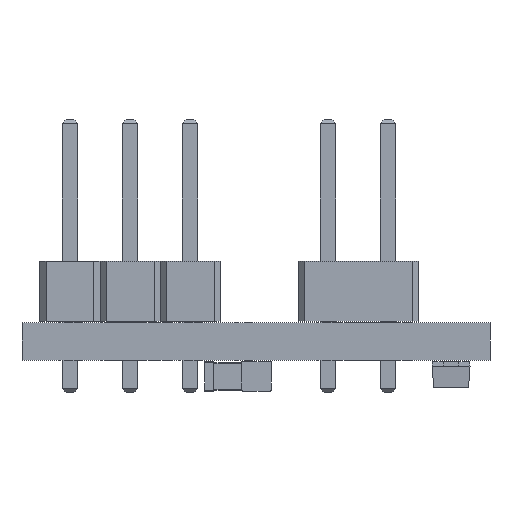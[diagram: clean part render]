
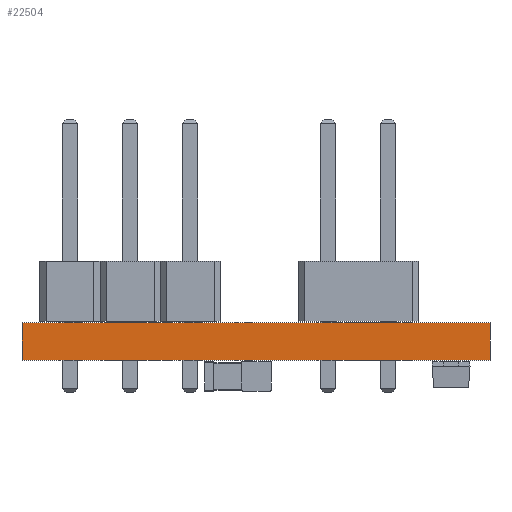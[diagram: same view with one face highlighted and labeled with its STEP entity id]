
A CAD part, front view. The second image highlights one B-rep face of the part: STEP entity #22504.
In plain terms, the highlighted planar face has unit normal (0, -1, 0).
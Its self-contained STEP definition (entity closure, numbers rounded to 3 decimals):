
#22504 = ADVANCED_FACE('',(#22505),#22519,.T.);
#22505 = FACE_BOUND('',#22506,.T.);
#22506 = EDGE_LOOP('',(#22507,#22542,#22570,#22598));
#22507 = ORIENTED_EDGE('',*,*,#22508,.T.);
#22508 = EDGE_CURVE('',#22509,#22511,#22513,.T.);
#22509 = VERTEX_POINT('',#22510);
#22510 = CARTESIAN_POINT('',(14.986,-4.826,0.));
#22511 = VERTEX_POINT('',#22512);
#22512 = CARTESIAN_POINT('',(14.986,-4.826,1.6));
#22513 = SURFACE_CURVE('',#22514,(#22518,#22530),.PCURVE_S1.);
#22514 = LINE('',#22515,#22516);
#22515 = CARTESIAN_POINT('',(14.986,-4.826,0.));
#22516 = VECTOR('',#22517,1.);
#22517 = DIRECTION('',(0.,0.,1.));
#22518 = PCURVE('',#22519,#22524);
#22519 = PLANE('',#22520);
#22520 = AXIS2_PLACEMENT_3D('',#22521,#22522,#22523);
#22521 = CARTESIAN_POINT('',(14.986,-4.826,0.));
#22522 = DIRECTION('',(0.,-1.,0.));
#22523 = DIRECTION('',(-1.,0.,0.));
#22524 = DEFINITIONAL_REPRESENTATION('',(#22525),#22529);
#22525 = LINE('',#22526,#22527);
#22526 = CARTESIAN_POINT('',(0.,-0.));
#22527 = VECTOR('',#22528,1.);
#22528 = DIRECTION('',(0.,-1.));
#22529 = ( GEOMETRIC_REPRESENTATION_CONTEXT(2) 
PARAMETRIC_REPRESENTATION_CONTEXT() REPRESENTATION_CONTEXT('2D SPACE',''
  ) );
#22530 = PCURVE('',#22531,#22536);
#22531 = PLANE('',#22532);
#22532 = AXIS2_PLACEMENT_3D('',#22533,#22534,#22535);
#22533 = CARTESIAN_POINT('',(14.986,25.146,0.));
#22534 = DIRECTION('',(1.,0.,-0.));
#22535 = DIRECTION('',(0.,-1.,0.));
#22536 = DEFINITIONAL_REPRESENTATION('',(#22537),#22541);
#22537 = LINE('',#22538,#22539);
#22538 = CARTESIAN_POINT('',(29.972,0.));
#22539 = VECTOR('',#22540,1.);
#22540 = DIRECTION('',(0.,-1.));
#22541 = ( GEOMETRIC_REPRESENTATION_CONTEXT(2) 
PARAMETRIC_REPRESENTATION_CONTEXT() REPRESENTATION_CONTEXT('2D SPACE',''
  ) );
#22542 = ORIENTED_EDGE('',*,*,#22543,.T.);
#22543 = EDGE_CURVE('',#22511,#22544,#22546,.T.);
#22544 = VERTEX_POINT('',#22545);
#22545 = CARTESIAN_POINT('',(-4.826,-4.826,1.6));
#22546 = SURFACE_CURVE('',#22547,(#22551,#22558),.PCURVE_S1.);
#22547 = LINE('',#22548,#22549);
#22548 = CARTESIAN_POINT('',(14.986,-4.826,1.6));
#22549 = VECTOR('',#22550,1.);
#22550 = DIRECTION('',(-1.,0.,0.));
#22551 = PCURVE('',#22519,#22552);
#22552 = DEFINITIONAL_REPRESENTATION('',(#22553),#22557);
#22553 = LINE('',#22554,#22555);
#22554 = CARTESIAN_POINT('',(0.,-1.6));
#22555 = VECTOR('',#22556,1.);
#22556 = DIRECTION('',(1.,0.));
#22557 = ( GEOMETRIC_REPRESENTATION_CONTEXT(2) 
PARAMETRIC_REPRESENTATION_CONTEXT() REPRESENTATION_CONTEXT('2D SPACE',''
  ) );
#22558 = PCURVE('',#22559,#22564);
#22559 = PLANE('',#22560);
#22560 = AXIS2_PLACEMENT_3D('',#22561,#22562,#22563);
#22561 = CARTESIAN_POINT('',(5.08,10.16,1.6));
#22562 = DIRECTION('',(-0.,-0.,-1.));
#22563 = DIRECTION('',(-1.,0.,0.));
#22564 = DEFINITIONAL_REPRESENTATION('',(#22565),#22569);
#22565 = LINE('',#22566,#22567);
#22566 = CARTESIAN_POINT('',(-9.906,-14.986));
#22567 = VECTOR('',#22568,1.);
#22568 = DIRECTION('',(1.,0.));
#22569 = ( GEOMETRIC_REPRESENTATION_CONTEXT(2) 
PARAMETRIC_REPRESENTATION_CONTEXT() REPRESENTATION_CONTEXT('2D SPACE',''
  ) );
#22570 = ORIENTED_EDGE('',*,*,#22571,.F.);
#22571 = EDGE_CURVE('',#22572,#22544,#22574,.T.);
#22572 = VERTEX_POINT('',#22573);
#22573 = CARTESIAN_POINT('',(-4.826,-4.826,0.));
#22574 = SURFACE_CURVE('',#22575,(#22579,#22586),.PCURVE_S1.);
#22575 = LINE('',#22576,#22577);
#22576 = CARTESIAN_POINT('',(-4.826,-4.826,0.));
#22577 = VECTOR('',#22578,1.);
#22578 = DIRECTION('',(0.,0.,1.));
#22579 = PCURVE('',#22519,#22580);
#22580 = DEFINITIONAL_REPRESENTATION('',(#22581),#22585);
#22581 = LINE('',#22582,#22583);
#22582 = CARTESIAN_POINT('',(19.812,0.));
#22583 = VECTOR('',#22584,1.);
#22584 = DIRECTION('',(0.,-1.));
#22585 = ( GEOMETRIC_REPRESENTATION_CONTEXT(2) 
PARAMETRIC_REPRESENTATION_CONTEXT() REPRESENTATION_CONTEXT('2D SPACE',''
  ) );
#22586 = PCURVE('',#22587,#22592);
#22587 = PLANE('',#22588);
#22588 = AXIS2_PLACEMENT_3D('',#22589,#22590,#22591);
#22589 = CARTESIAN_POINT('',(-4.826,-4.826,0.));
#22590 = DIRECTION('',(-1.,0.,0.));
#22591 = DIRECTION('',(0.,1.,0.));
#22592 = DEFINITIONAL_REPRESENTATION('',(#22593),#22597);
#22593 = LINE('',#22594,#22595);
#22594 = CARTESIAN_POINT('',(0.,0.));
#22595 = VECTOR('',#22596,1.);
#22596 = DIRECTION('',(0.,-1.));
#22597 = ( GEOMETRIC_REPRESENTATION_CONTEXT(2) 
PARAMETRIC_REPRESENTATION_CONTEXT() REPRESENTATION_CONTEXT('2D SPACE',''
  ) );
#22598 = ORIENTED_EDGE('',*,*,#22599,.F.);
#22599 = EDGE_CURVE('',#22509,#22572,#22600,.T.);
#22600 = SURFACE_CURVE('',#22601,(#22605,#22612),.PCURVE_S1.);
#22601 = LINE('',#22602,#22603);
#22602 = CARTESIAN_POINT('',(14.986,-4.826,0.));
#22603 = VECTOR('',#22604,1.);
#22604 = DIRECTION('',(-1.,0.,0.));
#22605 = PCURVE('',#22519,#22606);
#22606 = DEFINITIONAL_REPRESENTATION('',(#22607),#22611);
#22607 = LINE('',#22608,#22609);
#22608 = CARTESIAN_POINT('',(0.,-0.));
#22609 = VECTOR('',#22610,1.);
#22610 = DIRECTION('',(1.,0.));
#22611 = ( GEOMETRIC_REPRESENTATION_CONTEXT(2) 
PARAMETRIC_REPRESENTATION_CONTEXT() REPRESENTATION_CONTEXT('2D SPACE',''
  ) );
#22612 = PCURVE('',#22613,#22618);
#22613 = PLANE('',#22614);
#22614 = AXIS2_PLACEMENT_3D('',#22615,#22616,#22617);
#22615 = CARTESIAN_POINT('',(5.08,10.16,0.));
#22616 = DIRECTION('',(-0.,-0.,-1.));
#22617 = DIRECTION('',(-1.,0.,0.));
#22618 = DEFINITIONAL_REPRESENTATION('',(#22619),#22623);
#22619 = LINE('',#22620,#22621);
#22620 = CARTESIAN_POINT('',(-9.906,-14.986));
#22621 = VECTOR('',#22622,1.);
#22622 = DIRECTION('',(1.,0.));
#22623 = ( GEOMETRIC_REPRESENTATION_CONTEXT(2) 
PARAMETRIC_REPRESENTATION_CONTEXT() REPRESENTATION_CONTEXT('2D SPACE',''
  ) );
